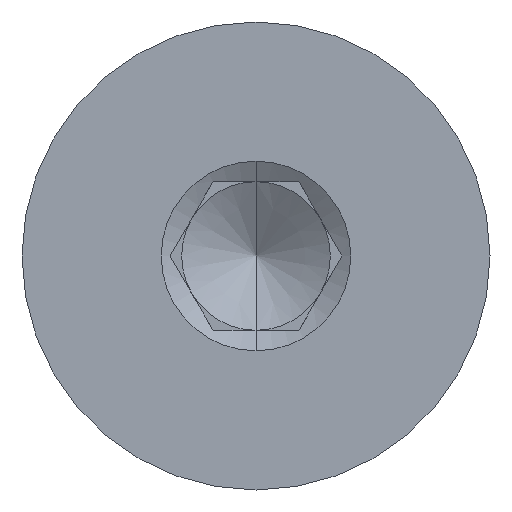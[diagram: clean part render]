
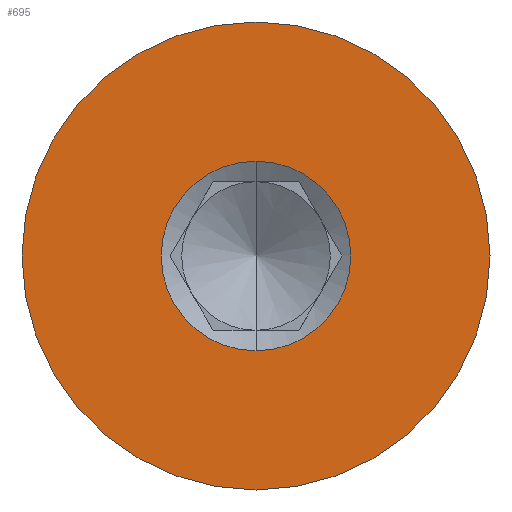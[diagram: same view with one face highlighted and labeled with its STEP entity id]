
A CAD part, left-side view. The second image highlights one B-rep face of the part: STEP entity #695.
In plain terms, the highlighted planar face has unit normal (-1, 0, 0).
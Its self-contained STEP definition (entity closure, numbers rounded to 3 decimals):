
#72 = VERTEX_POINT ( 'NONE', #917 ) ;
#85 = DIRECTION ( 'NONE',  ( 0., 0., 1. ) ) ;
#86 = DIRECTION ( 'NONE',  ( 1., 0., 0. ) ) ;
#88 = CARTESIAN_POINT ( 'NONE',  ( 0., 0., 0. ) ) ;
#109 = ORIENTED_EDGE ( 'NONE', *, *, #703, .F. ) ;
#151 = VERTEX_POINT ( 'NONE', #696 ) ;
#190 = CIRCLE ( 'NONE', #354, 7.9 ) ;
#273 = FACE_OUTER_BOUND ( 'NONE', #1095, .T. ) ;
#282 = CIRCLE ( 'NONE', #623, 7.9 ) ;
#287 = FACE_BOUND ( 'NONE', #295, .T. ) ;
#295 = EDGE_LOOP ( 'NONE', ( #307, #299 ) ) ;
#299 = ORIENTED_EDGE ( 'NONE', *, *, #546, .T. ) ;
#307 = ORIENTED_EDGE ( 'NONE', *, *, #908, .T. ) ;
#309 = AXIS2_PLACEMENT_3D ( 'NONE', #439, #437, #435 ) ;
#354 = AXIS2_PLACEMENT_3D ( 'NONE', #597, #596, #594 ) ;
#357 = VERTEX_POINT ( 'NONE', #524 ) ;
#435 = DIRECTION ( 'NONE',  ( 0., 0., 1. ) ) ;
#437 = DIRECTION ( 'NONE',  ( 1., 0., 0. ) ) ;
#439 = CARTESIAN_POINT ( 'NONE',  ( 0., 0., 0. ) ) ;
#514 = CARTESIAN_POINT ( 'NONE',  ( 0., 0., 3.198 ) ) ;
#524 = CARTESIAN_POINT ( 'NONE',  ( 0., 0., -3.198 ) ) ;
#546 = EDGE_CURVE ( 'NONE', #357, #841, #621, .T. ) ;
#594 = DIRECTION ( 'NONE',  ( 0., 0., 1. ) ) ;
#596 = DIRECTION ( 'NONE',  ( 1., 0., 0. ) ) ;
#597 = CARTESIAN_POINT ( 'NONE',  ( 0., 0., 0. ) ) ;
#619 = AXIS2_PLACEMENT_3D ( 'NONE', #843, #831, #830 ) ;
#621 = CIRCLE ( 'NONE', #853, 3.198 ) ;
#623 = AXIS2_PLACEMENT_3D ( 'NONE', #809, #805, #801 ) ;
#695 = ADVANCED_FACE ( 'NONE', ( #287, #273 ), #854, .T. ) ;
#696 = CARTESIAN_POINT ( 'NONE',  ( 0., 0., -7.9 ) ) ;
#703 = EDGE_CURVE ( 'NONE', #72, #151, #282, .T. ) ;
#759 = EDGE_CURVE ( 'NONE', #151, #72, #190, .T. ) ;
#799 = ORIENTED_EDGE ( 'NONE', *, *, #759, .F. ) ;
#801 = DIRECTION ( 'NONE',  ( 0., 0., 1. ) ) ;
#805 = DIRECTION ( 'NONE',  ( 1., 0., 0. ) ) ;
#809 = CARTESIAN_POINT ( 'NONE',  ( 0., 0., 0. ) ) ;
#822 = CIRCLE ( 'NONE', #309, 3.198 ) ;
#830 = DIRECTION ( 'NONE',  ( 0., 0., 1. ) ) ;
#831 = DIRECTION ( 'NONE',  ( -1., 0., 0. ) ) ;
#841 = VERTEX_POINT ( 'NONE', #514 ) ;
#843 = CARTESIAN_POINT ( 'NONE',  ( 0., 0., 0. ) ) ;
#853 = AXIS2_PLACEMENT_3D ( 'NONE', #88, #86, #85 ) ;
#854 = PLANE ( 'NONE',  #619 ) ;
#908 = EDGE_CURVE ( 'NONE', #841, #357, #822, .T. ) ;
#917 = CARTESIAN_POINT ( 'NONE',  ( 0., 0., 7.9 ) ) ;
#1095 = EDGE_LOOP ( 'NONE', ( #109, #799 ) ) ;
